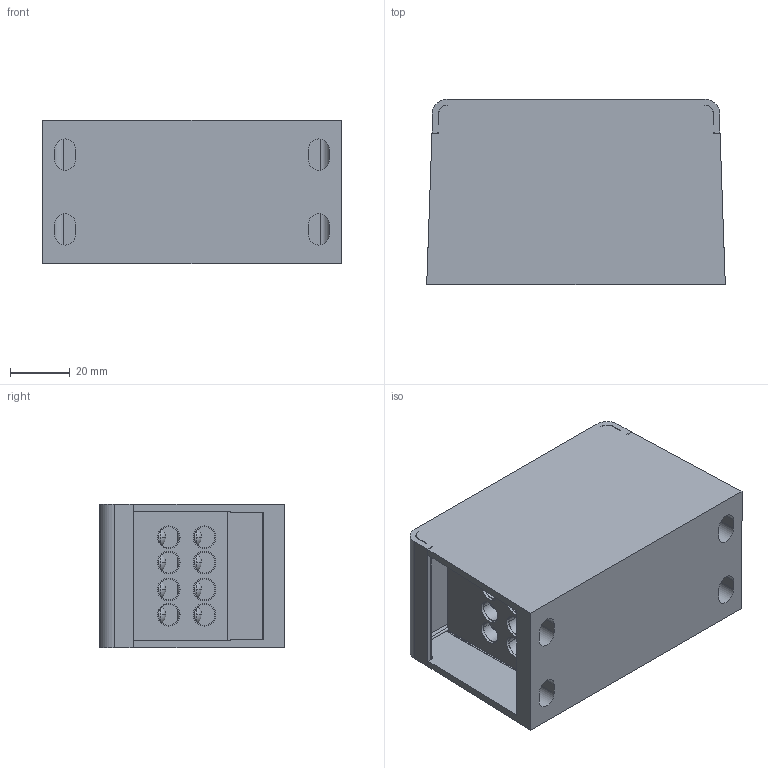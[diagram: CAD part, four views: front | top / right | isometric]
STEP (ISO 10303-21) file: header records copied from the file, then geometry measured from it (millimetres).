
FILE_DESCRIPTION((''),'2;1');
FILE_NAME('UJFX120_ASM','2023-12-05T',('dell'),(''),'PRO/ENGINEER BY PARAMETRIC TECHNOLOGY CORPORATION, 2013230','PRO/ENGINEER BY PARAMETRIC TECHNOLOGY CORPORATION, 2013230','');
FILE_SCHEMA(('AUTOMOTIVE_DESIGN { 1 0 10303 214 1 1 1 1 }'));
Length unit declared in the file: millimetre
Products named in the file (1): UJFX120_ASM
Bounding box: 100 x 62 x 48 mm (x, y, z)
Volume: 148506.4 mm3; surface area: 62396.6 mm2
Topology: 1 solids, 1 shells, 520 faces, 1395 edges, 858 vertices
Faces by surface type: plane 292, cylinder 168, cone 40, sphere 20
Entity records: 18356 total; most frequent: CARTESIAN_POINT 3430, ORIENTED_EDGE 2710, DIRECTION 2658, EDGE_CURVE 1355, AXIS2_PLACEMENT_3D 919, VERTEX_POINT 858, VECTOR 820, LINE 820
